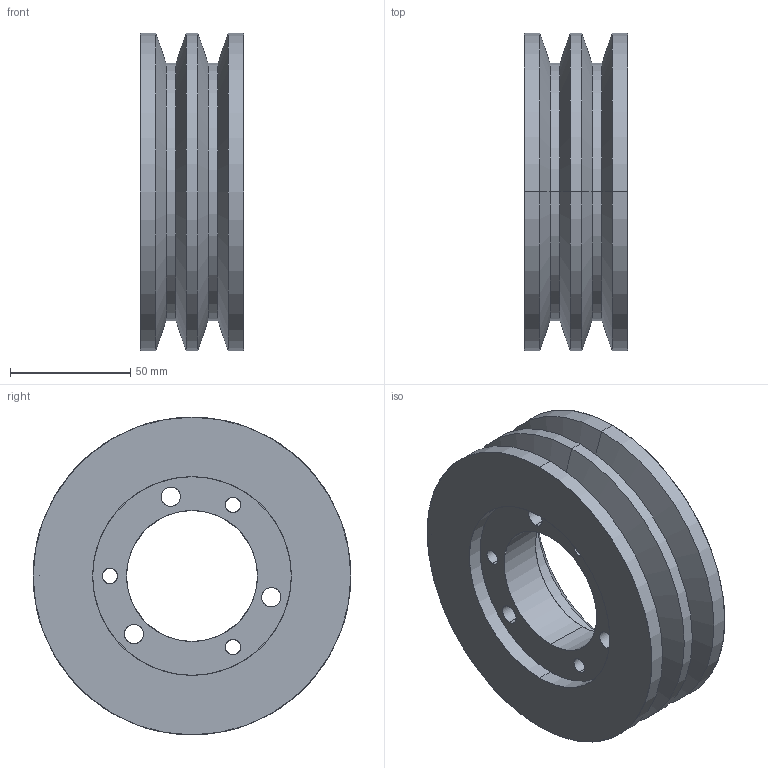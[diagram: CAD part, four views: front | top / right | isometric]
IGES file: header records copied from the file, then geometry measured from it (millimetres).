
Start section: SolidWorks IGES file using analytic representation for surfaces
Global section: file name: 2525V5201022249287607.igs; native system: SolidWorks 2012; preprocessor: SolidWorks 2012; author: partstream; date: 120102.224805; units: inch
Bounding box: 42.86 x 132.08 x 132.08 mm (x, y, z)
Surface area: 63547.9 mm2 (no closed solid volume)
Topology: 0 solids, 0 shells, 80 faces, 1252 edges, 1252 vertices
Faces by surface type: bspline 42, revolution 38
